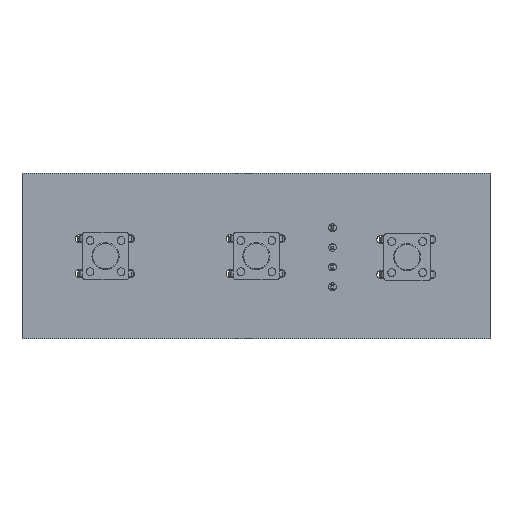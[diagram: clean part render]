
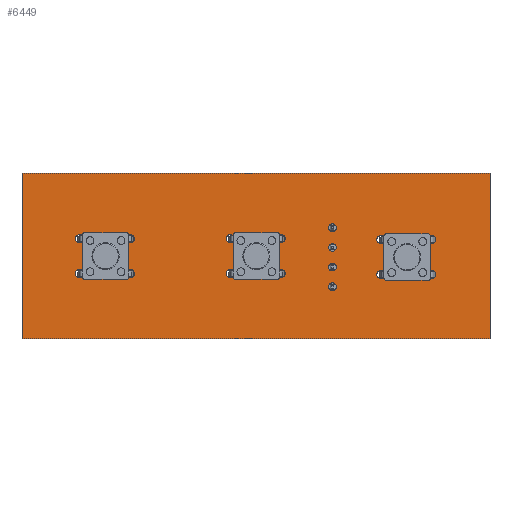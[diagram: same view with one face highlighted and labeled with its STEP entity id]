
A CAD part, top view. The second image highlights one B-rep face of the part: STEP entity #6449.
In plain terms, the highlighted planar face has unit normal (0, 0, 1).
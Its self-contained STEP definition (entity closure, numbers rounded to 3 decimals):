
#6161 = VERTEX_POINT('',#6162);
#6162 = CARTESIAN_POINT('',(83.16,-47.955,1.6));
#6168 = EDGE_CURVE('',#6161,#6169,#6171,.T.);
#6169 = VERTEX_POINT('',#6170);
#6170 = CARTESIAN_POINT('',(22.86,-47.955,1.6));
#6171 = LINE('',#6172,#6173);
#6172 = CARTESIAN_POINT('',(83.16,-47.955,1.6));
#6173 = VECTOR('',#6174,1.);
#6174 = DIRECTION('',(-1.,0.,0.));
#6201 = VERTEX_POINT('',#6202);
#6202 = CARTESIAN_POINT('',(83.16,-26.67,1.6));
#6208 = EDGE_CURVE('',#6201,#6161,#6209,.T.);
#6209 = LINE('',#6210,#6211);
#6210 = CARTESIAN_POINT('',(83.16,-26.67,1.6));
#6211 = VECTOR('',#6212,1.);
#6212 = DIRECTION('',(0.,-1.,0.));
#6230 = EDGE_CURVE('',#6169,#6231,#6233,.T.);
#6231 = VERTEX_POINT('',#6232);
#6232 = CARTESIAN_POINT('',(22.86,-26.67,1.6));
#6233 = LINE('',#6234,#6235);
#6234 = CARTESIAN_POINT('',(22.86,-47.955,1.6));
#6235 = VECTOR('',#6236,1.);
#6236 = DIRECTION('',(0.,1.,0.));
#6449 = ADVANCED_FACE('',(#6450,#6461,#6472,#6483,#6494,#6505,#6516,
    #6527,#6538,#6549,#6560,#6571,#6582,#6593,#6604,#6615,#6626),#6637,
  .T.);
#6450 = FACE_BOUND('',#6451,.T.);
#6451 = EDGE_LOOP('',(#6452,#6453,#6454,#6460));
#6452 = ORIENTED_EDGE('',*,*,#6168,.F.);
#6453 = ORIENTED_EDGE('',*,*,#6208,.F.);
#6454 = ORIENTED_EDGE('',*,*,#6455,.F.);
#6455 = EDGE_CURVE('',#6231,#6201,#6456,.T.);
#6456 = LINE('',#6457,#6458);
#6457 = CARTESIAN_POINT('',(22.86,-26.67,1.6));
#6458 = VECTOR('',#6459,1.);
#6459 = DIRECTION('',(1.,0.,0.));
#6460 = ORIENTED_EDGE('',*,*,#6230,.F.);
#6461 = FACE_BOUND('',#6462,.T.);
#6462 = EDGE_LOOP('',(#6463));
#6463 = ORIENTED_EDGE('',*,*,#6464,.T.);
#6464 = EDGE_CURVE('',#6465,#6465,#6467,.T.);
#6465 = VERTEX_POINT('',#6466);
#6466 = CARTESIAN_POINT('',(30.278,-40.138,1.6));
#6467 = CIRCLE('',#6468,0.55);
#6468 = AXIS2_PLACEMENT_3D('',#6469,#6470,#6471);
#6469 = CARTESIAN_POINT('',(30.278,-39.588,1.6));
#6470 = DIRECTION('',(-0.,0.,-1.));
#6471 = DIRECTION('',(-0.,-1.,0.));
#6472 = FACE_BOUND('',#6473,.T.);
#6473 = EDGE_LOOP('',(#6474));
#6474 = ORIENTED_EDGE('',*,*,#6475,.T.);
#6475 = EDGE_CURVE('',#6476,#6476,#6478,.T.);
#6476 = VERTEX_POINT('',#6477);
#6477 = CARTESIAN_POINT('',(36.778,-40.138,1.6));
#6478 = CIRCLE('',#6479,0.55);
#6479 = AXIS2_PLACEMENT_3D('',#6480,#6481,#6482);
#6480 = CARTESIAN_POINT('',(36.778,-39.588,1.6));
#6481 = DIRECTION('',(-0.,0.,-1.));
#6482 = DIRECTION('',(0.,-1.,0.));
#6483 = FACE_BOUND('',#6484,.T.);
#6484 = EDGE_LOOP('',(#6485));
#6485 = ORIENTED_EDGE('',*,*,#6486,.T.);
#6486 = EDGE_CURVE('',#6487,#6487,#6489,.T.);
#6487 = VERTEX_POINT('',#6488);
#6488 = CARTESIAN_POINT('',(49.709,-40.138,1.6));
#6489 = CIRCLE('',#6490,0.55);
#6490 = AXIS2_PLACEMENT_3D('',#6491,#6492,#6493);
#6491 = CARTESIAN_POINT('',(49.709,-39.588,1.6));
#6492 = DIRECTION('',(-0.,0.,-1.));
#6493 = DIRECTION('',(-0.,-1.,0.));
#6494 = FACE_BOUND('',#6495,.T.);
#6495 = EDGE_LOOP('',(#6496));
#6496 = ORIENTED_EDGE('',*,*,#6497,.T.);
#6497 = EDGE_CURVE('',#6498,#6498,#6500,.T.);
#6498 = VERTEX_POINT('',#6499);
#6499 = CARTESIAN_POINT('',(62.865,-41.785,1.6));
#6500 = CIRCLE('',#6501,0.5);
#6501 = AXIS2_PLACEMENT_3D('',#6502,#6503,#6504);
#6502 = CARTESIAN_POINT('',(62.865,-41.285,1.6));
#6503 = DIRECTION('',(-0.,0.,-1.));
#6504 = DIRECTION('',(-0.,-1.,0.));
#6505 = FACE_BOUND('',#6506,.T.);
#6506 = EDGE_LOOP('',(#6507));
#6507 = ORIENTED_EDGE('',*,*,#6508,.T.);
#6508 = EDGE_CURVE('',#6509,#6509,#6511,.T.);
#6509 = VERTEX_POINT('',#6510);
#6510 = CARTESIAN_POINT('',(69.14,-40.265,1.6));
#6511 = CIRCLE('',#6512,0.55);
#6512 = AXIS2_PLACEMENT_3D('',#6513,#6514,#6515);
#6513 = CARTESIAN_POINT('',(69.14,-39.715,1.6));
#6514 = DIRECTION('',(-0.,0.,-1.));
#6515 = DIRECTION('',(-0.,-1.,0.));
#6516 = FACE_BOUND('',#6517,.T.);
#6517 = EDGE_LOOP('',(#6518));
#6518 = ORIENTED_EDGE('',*,*,#6519,.T.);
#6519 = EDGE_CURVE('',#6520,#6520,#6522,.T.);
#6520 = VERTEX_POINT('',#6521);
#6521 = CARTESIAN_POINT('',(75.64,-40.265,1.6));
#6522 = CIRCLE('',#6523,0.55);
#6523 = AXIS2_PLACEMENT_3D('',#6524,#6525,#6526);
#6524 = CARTESIAN_POINT('',(75.64,-39.715,1.6));
#6525 = DIRECTION('',(-0.,0.,-1.));
#6526 = DIRECTION('',(-0.,-1.,0.));
#6527 = FACE_BOUND('',#6528,.T.);
#6528 = EDGE_LOOP('',(#6529));
#6529 = ORIENTED_EDGE('',*,*,#6530,.T.);
#6530 = EDGE_CURVE('',#6531,#6531,#6533,.T.);
#6531 = VERTEX_POINT('',#6532);
#6532 = CARTESIAN_POINT('',(56.209,-40.138,1.6));
#6533 = CIRCLE('',#6534,0.55);
#6534 = AXIS2_PLACEMENT_3D('',#6535,#6536,#6537);
#6535 = CARTESIAN_POINT('',(56.209,-39.588,1.6));
#6536 = DIRECTION('',(-0.,0.,-1.));
#6537 = DIRECTION('',(-0.,-1.,0.));
#6538 = FACE_BOUND('',#6539,.T.);
#6539 = EDGE_LOOP('',(#6540));
#6540 = ORIENTED_EDGE('',*,*,#6541,.T.);
#6541 = EDGE_CURVE('',#6542,#6542,#6544,.T.);
#6542 = VERTEX_POINT('',#6543);
#6543 = CARTESIAN_POINT('',(62.865,-39.245,1.6));
#6544 = CIRCLE('',#6545,0.5);
#6545 = AXIS2_PLACEMENT_3D('',#6546,#6547,#6548);
#6546 = CARTESIAN_POINT('',(62.865,-38.745,1.6));
#6547 = DIRECTION('',(-0.,0.,-1.));
#6548 = DIRECTION('',(-0.,-1.,0.));
#6549 = FACE_BOUND('',#6550,.T.);
#6550 = EDGE_LOOP('',(#6551));
#6551 = ORIENTED_EDGE('',*,*,#6552,.T.);
#6552 = EDGE_CURVE('',#6553,#6553,#6555,.T.);
#6553 = VERTEX_POINT('',#6554);
#6554 = CARTESIAN_POINT('',(30.278,-35.638,1.6));
#6555 = CIRCLE('',#6556,0.55);
#6556 = AXIS2_PLACEMENT_3D('',#6557,#6558,#6559);
#6557 = CARTESIAN_POINT('',(30.278,-35.088,1.6));
#6558 = DIRECTION('',(-0.,0.,-1.));
#6559 = DIRECTION('',(-0.,-1.,0.));
#6560 = FACE_BOUND('',#6561,.T.);
#6561 = EDGE_LOOP('',(#6562));
#6562 = ORIENTED_EDGE('',*,*,#6563,.T.);
#6563 = EDGE_CURVE('',#6564,#6564,#6566,.T.);
#6564 = VERTEX_POINT('',#6565);
#6565 = CARTESIAN_POINT('',(36.778,-35.638,1.6));
#6566 = CIRCLE('',#6567,0.55);
#6567 = AXIS2_PLACEMENT_3D('',#6568,#6569,#6570);
#6568 = CARTESIAN_POINT('',(36.778,-35.088,1.6));
#6569 = DIRECTION('',(-0.,0.,-1.));
#6570 = DIRECTION('',(0.,-1.,0.));
#6571 = FACE_BOUND('',#6572,.T.);
#6572 = EDGE_LOOP('',(#6573));
#6573 = ORIENTED_EDGE('',*,*,#6574,.T.);
#6574 = EDGE_CURVE('',#6575,#6575,#6577,.T.);
#6575 = VERTEX_POINT('',#6576);
#6576 = CARTESIAN_POINT('',(49.709,-35.638,1.6));
#6577 = CIRCLE('',#6578,0.55);
#6578 = AXIS2_PLACEMENT_3D('',#6579,#6580,#6581);
#6579 = CARTESIAN_POINT('',(49.709,-35.088,1.6));
#6580 = DIRECTION('',(-0.,0.,-1.));
#6581 = DIRECTION('',(-0.,-1.,0.));
#6582 = FACE_BOUND('',#6583,.T.);
#6583 = EDGE_LOOP('',(#6584));
#6584 = ORIENTED_EDGE('',*,*,#6585,.T.);
#6585 = EDGE_CURVE('',#6586,#6586,#6588,.T.);
#6586 = VERTEX_POINT('',#6587);
#6587 = CARTESIAN_POINT('',(62.865,-36.705,1.6));
#6588 = CIRCLE('',#6589,0.5);
#6589 = AXIS2_PLACEMENT_3D('',#6590,#6591,#6592);
#6590 = CARTESIAN_POINT('',(62.865,-36.205,1.6));
#6591 = DIRECTION('',(-0.,0.,-1.));
#6592 = DIRECTION('',(-0.,-1.,0.));
#6593 = FACE_BOUND('',#6594,.T.);
#6594 = EDGE_LOOP('',(#6595));
#6595 = ORIENTED_EDGE('',*,*,#6596,.T.);
#6596 = EDGE_CURVE('',#6597,#6597,#6599,.T.);
#6597 = VERTEX_POINT('',#6598);
#6598 = CARTESIAN_POINT('',(56.209,-35.638,1.6));
#6599 = CIRCLE('',#6600,0.55);
#6600 = AXIS2_PLACEMENT_3D('',#6601,#6602,#6603);
#6601 = CARTESIAN_POINT('',(56.209,-35.088,1.6));
#6602 = DIRECTION('',(-0.,0.,-1.));
#6603 = DIRECTION('',(-0.,-1.,0.));
#6604 = FACE_BOUND('',#6605,.T.);
#6605 = EDGE_LOOP('',(#6606));
#6606 = ORIENTED_EDGE('',*,*,#6607,.T.);
#6607 = EDGE_CURVE('',#6608,#6608,#6610,.T.);
#6608 = VERTEX_POINT('',#6609);
#6609 = CARTESIAN_POINT('',(62.865,-34.165,1.6));
#6610 = CIRCLE('',#6611,0.5);
#6611 = AXIS2_PLACEMENT_3D('',#6612,#6613,#6614);
#6612 = CARTESIAN_POINT('',(62.865,-33.665,1.6));
#6613 = DIRECTION('',(-0.,0.,-1.));
#6614 = DIRECTION('',(-0.,-1.,0.));
#6615 = FACE_BOUND('',#6616,.T.);
#6616 = EDGE_LOOP('',(#6617));
#6617 = ORIENTED_EDGE('',*,*,#6618,.T.);
#6618 = EDGE_CURVE('',#6619,#6619,#6621,.T.);
#6619 = VERTEX_POINT('',#6620);
#6620 = CARTESIAN_POINT('',(69.14,-35.765,1.6));
#6621 = CIRCLE('',#6622,0.55);
#6622 = AXIS2_PLACEMENT_3D('',#6623,#6624,#6625);
#6623 = CARTESIAN_POINT('',(69.14,-35.215,1.6));
#6624 = DIRECTION('',(-0.,0.,-1.));
#6625 = DIRECTION('',(-0.,-1.,0.));
#6626 = FACE_BOUND('',#6627,.T.);
#6627 = EDGE_LOOP('',(#6628));
#6628 = ORIENTED_EDGE('',*,*,#6629,.T.);
#6629 = EDGE_CURVE('',#6630,#6630,#6632,.T.);
#6630 = VERTEX_POINT('',#6631);
#6631 = CARTESIAN_POINT('',(75.64,-35.765,1.6));
#6632 = CIRCLE('',#6633,0.55);
#6633 = AXIS2_PLACEMENT_3D('',#6634,#6635,#6636);
#6634 = CARTESIAN_POINT('',(75.64,-35.215,1.6));
#6635 = DIRECTION('',(-0.,0.,-1.));
#6636 = DIRECTION('',(-0.,-1.,0.));
#6637 = PLANE('',#6638);
#6638 = AXIS2_PLACEMENT_3D('',#6639,#6640,#6641);
#6639 = CARTESIAN_POINT('',(0.,0.,1.6));
#6640 = DIRECTION('',(0.,0.,1.));
#6641 = DIRECTION('',(1.,0.,-0.));
